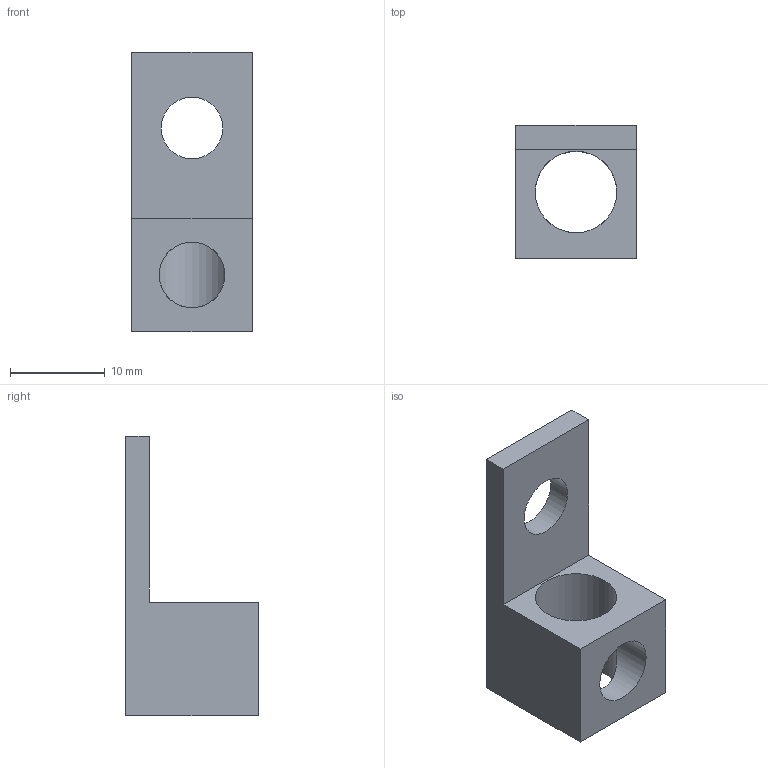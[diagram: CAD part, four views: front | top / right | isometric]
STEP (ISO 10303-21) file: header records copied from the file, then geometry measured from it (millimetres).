
FILE_DESCRIPTION(/* description */ (''),/* implementation_level */ '2;1');
FILE_NAME(/* name */ 'Terminal Battery.ipt.step',/* time_stamp */ '2014-01-01T17:35:37-08:00',/* author */ ('t8558es'),/* organization */ (''),/* preprocessor_version */ 'ST-DEVELOPER v15.2',/* originating_system */ 'Autodesk Inventor 2014',/* authorisation */ '');
FILE_SCHEMA (('AUTOMOTIVE_DESIGN { 1 0 10303 214 3 1 1 }'));
Length unit declared in the file: millimetre
Products named in the file (1): Terminal Battery
Bounding box: 12.75 x 14 x 29.5 mm (x, y, z)
Volume: 1805.5 mm3; surface area: 1722.5 mm2
Topology: 1 solids, 1 shells, 11 faces, 28 edges, 19 vertices
Faces by surface type: plane 8, cylinder 3
Full cylindrical faces by diameter (mm): 6.5 x1, 6.917 x1, 8.589 x1
Entity records: 383 total; most frequent: CARTESIAN_POINT 95, DIRECTION 52, ORIENTED_EDGE 48, EDGE_CURVE 24, EDGE_LOOP 20, LINE 18, VECTOR 18, VERTEX_POINT 18
